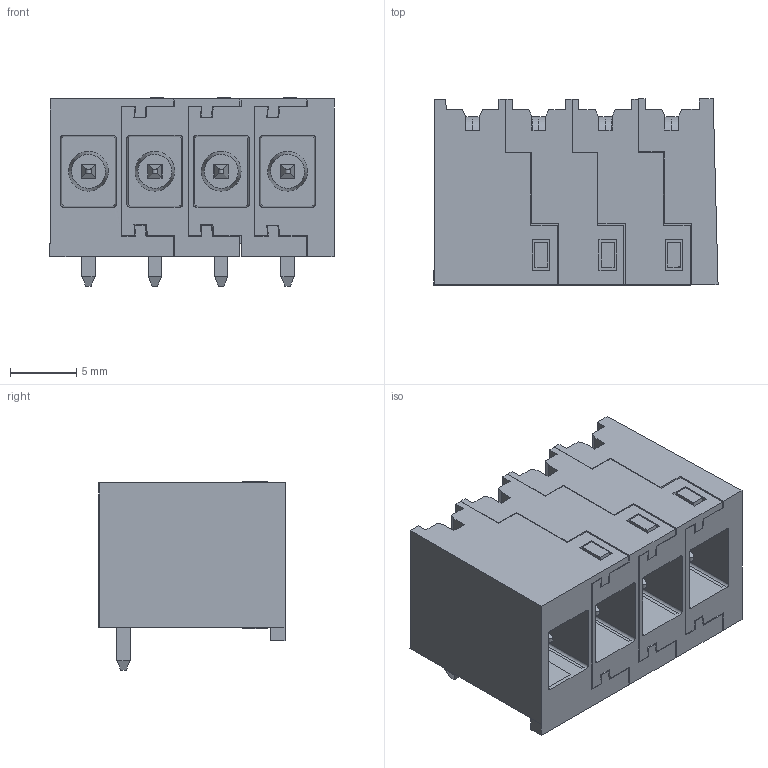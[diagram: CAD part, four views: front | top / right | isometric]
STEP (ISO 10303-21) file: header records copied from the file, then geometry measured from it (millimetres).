
FILE_DESCRIPTION(('CATIA V5 STEP Exchange','CAx-IF Rec.Pracs.--- Model Styling and Organization---1.4--- 2014-01-23'),'2;1');
FILE_NAME ('1328582-4_0_8000072506_8000072506.stp','2021-04-07T10:21:50+00:00',('none'),('Weidmueller'),'CATIA Version 5-6 Release 2016 SP3 HF44','CATIA V5 STEP AP214','none');
FILE_SCHEMA(('AUTOMOTIVE_DESIGN { 1 0 10303 214 1 1 1 1 }'));
Length unit declared in the file: millimetre
Products named in the file (1): 8000072506
Bounding box: 21.4 x 14.02 x 14.18 mm (x, y, z)
Volume: 2291.8 mm3; surface area: 4177.9 mm2
Topology: 8 solids, 8 shells, 409 faces, 1124 edges, 738 vertices
Faces by surface type: plane 361, cylinder 24, revolution 16, cone 8
Entity records: 12929 total; most frequent: CARTESIAN_POINT 2796, ORIENTED_EDGE 2248, DIRECTION 1602, EDGE_CURVE 1124, VECTOR 1024, LINE 1024, VERTEX_POINT 738, EDGE_LOOP 436
